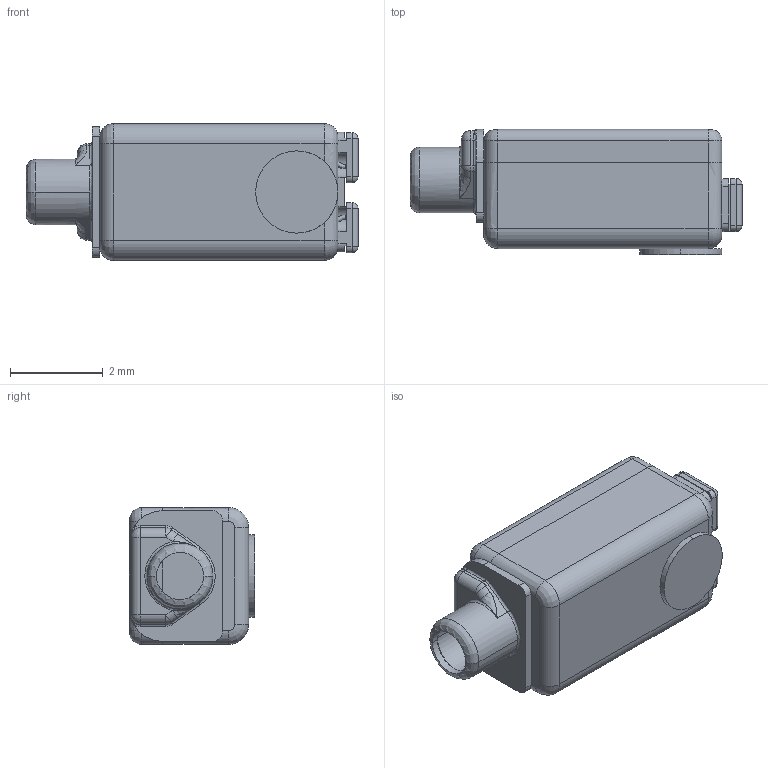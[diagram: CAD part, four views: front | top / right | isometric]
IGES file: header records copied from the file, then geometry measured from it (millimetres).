
Start section:  PTC IGES file: rab-32257-000_sw.igs
Global section: file name: rab-32257-000_sw.igs; native system: Creo Parametric by Parametric Technology Corporation; preprocessor: 2012480; author: JaLiu; organization: Unknown; date: 20150305.132357; units: inch
Bounding box: 7.18 x 2.7 x 2.96 mm (x, y, z)
Surface area: 152.4 mm2 (no closed solid volume)
Topology: 0 solids, 0 shells, 259 faces, 1272 edges, 1252 vertices
Faces by surface type: revolution 146, bspline 113
